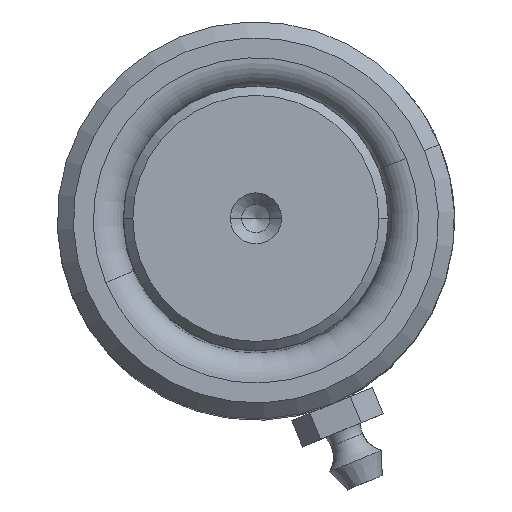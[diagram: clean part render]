
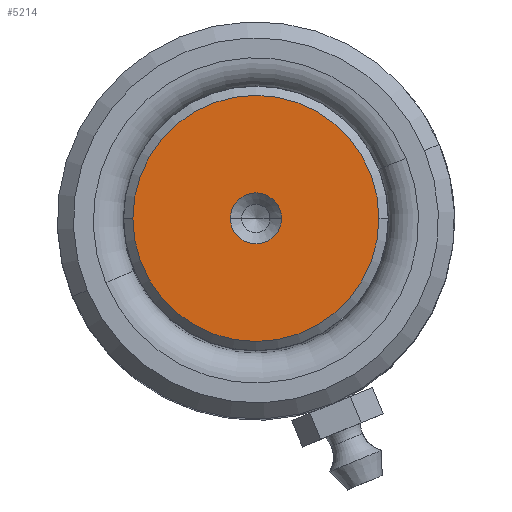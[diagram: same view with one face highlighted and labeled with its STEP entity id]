
A CAD part, top view. The second image highlights one B-rep face of the part: STEP entity #5214.
In plain terms, the highlighted planar face has unit normal (0, 0, 1).
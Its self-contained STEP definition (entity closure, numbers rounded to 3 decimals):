
#344 = VERTEX_POINT ( 'NONE', #6072 ) ;
#359 = EDGE_CURVE ( 'NONE', #3932, #6184, #5210, .T. ) ;
#498 = CARTESIAN_POINT ( 'NONE',  ( 0., 0., 200. ) ) ;
#571 = CARTESIAN_POINT ( 'NONE',  ( 0., 0., 200. ) ) ;
#596 = DIRECTION ( 'NONE',  ( 0., 0., 1. ) ) ;
#1193 = DIRECTION ( 'NONE',  ( 1., 0., 0. ) ) ;
#1426 = CARTESIAN_POINT ( 'NONE',  ( -13.012, 0., 200. ) ) ;
#1460 = ORIENTED_EDGE ( 'NONE', *, *, #5239, .T. ) ;
#1544 = DIRECTION ( 'NONE',  ( 1., 0., 0. ) ) ;
#1629 = FACE_BOUND ( 'NONE', #3652, .T. ) ;
#2117 = CIRCLE ( 'NONE', #5539, 2.7 ) ;
#2124 = DIRECTION ( 'NONE',  ( 1., 0., 0. ) ) ;
#2412 = ORIENTED_EDGE ( 'NONE', *, *, #4021, .F. ) ;
#2605 = DIRECTION ( 'NONE',  ( 0., 0., 1. ) ) ;
#3235 = AXIS2_PLACEMENT_3D ( 'NONE', #498, #596, #1193 ) ;
#3348 = PLANE ( 'NONE',  #6961 ) ;
#3448 = CARTESIAN_POINT ( 'NONE',  ( -2.7, 0., 200. ) ) ;
#3652 = EDGE_LOOP ( 'NONE', ( #7539, #2412 ) ) ;
#3833 = VERTEX_POINT ( 'NONE', #3448 ) ;
#3923 = ORIENTED_EDGE ( 'NONE', *, *, #359, .T. ) ;
#3932 = VERTEX_POINT ( 'NONE', #4103 ) ;
#4021 = EDGE_CURVE ( 'NONE', #3833, #344, #4593, .T. ) ;
#4103 = CARTESIAN_POINT ( 'NONE',  ( 13.012, 0., 200. ) ) ;
#4125 = AXIS2_PLACEMENT_3D ( 'NONE', #5989, #2605, #5425 ) ;
#4534 = DIRECTION ( 'NONE',  ( 0., 0., 1. ) ) ;
#4593 = CIRCLE ( 'NONE', #3235, 2.7 ) ;
#4784 = DIRECTION ( 'NONE',  ( 0., 0., 1. ) ) ;
#5049 = CARTESIAN_POINT ( 'NONE',  ( 0., 0., 200. ) ) ;
#5076 = CARTESIAN_POINT ( 'NONE',  ( 0., 0., 200. ) ) ;
#5210 = CIRCLE ( 'NONE', #4125, 13.012 ) ;
#5214 = ADVANCED_FACE ( 'NONE', ( #1629, #6484 ), #3348, .T. ) ;
#5239 = EDGE_CURVE ( 'NONE', #6184, #3932, #6311, .T. ) ;
#5357 = DIRECTION ( 'NONE',  ( 1., 0., 0. ) ) ;
#5425 = DIRECTION ( 'NONE',  ( 1., 0., 0. ) ) ;
#5539 = AXIS2_PLACEMENT_3D ( 'NONE', #571, #4784, #5357 ) ;
#5827 = EDGE_CURVE ( 'NONE', #344, #3833, #2117, .T. ) ;
#5989 = CARTESIAN_POINT ( 'NONE',  ( 0., 0., 200. ) ) ;
#6072 = CARTESIAN_POINT ( 'NONE',  ( 2.7, 0., 200. ) ) ;
#6184 = VERTEX_POINT ( 'NONE', #1426 ) ;
#6289 = EDGE_LOOP ( 'NONE', ( #1460, #3923 ) ) ;
#6311 = CIRCLE ( 'NONE', #7200, 13.012 ) ;
#6484 = FACE_OUTER_BOUND ( 'NONE', #6289, .T. ) ;
#6961 = AXIS2_PLACEMENT_3D ( 'NONE', #5076, #7385, #1544 ) ;
#7200 = AXIS2_PLACEMENT_3D ( 'NONE', #5049, #4534, #2124 ) ;
#7385 = DIRECTION ( 'NONE',  ( 0., 0., 1. ) ) ;
#7539 = ORIENTED_EDGE ( 'NONE', *, *, #5827, .F. ) ;
